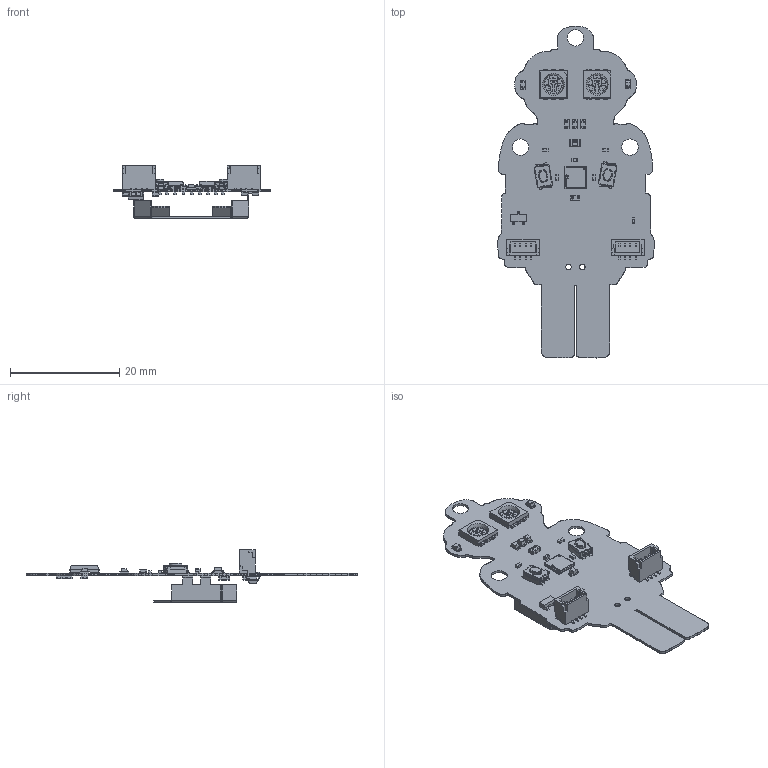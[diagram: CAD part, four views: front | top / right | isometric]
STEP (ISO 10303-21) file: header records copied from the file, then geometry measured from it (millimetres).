
FILE_DESCRIPTION(('Open CASCADE Model'),'2;1');
FILE_NAME('Open CASCADE Shape Model','2025-02-19T11:46:42',('Author'),( 'Open CASCADE'),'Open CASCADE STEP processor 7.5','Open CASCADE 7.5' ,'Unknown');
FILE_SCHEMA(('AUTOMOTIVE_DESIGN { 1 0 10303 214 1 1 1 1 }'));
Length unit declared in the file: millimetre
Products named in the file (103): PCB; Board; Open CASCADE STEP translator 7.5 7.1.1; T1; SOT-23; STAT; 0603 LED Green; Solid1; Solid4; R4; 6244940272; Extruded; 6244940032; BT1; Batt_Memory_Protection_Devices_BK-912_eec; BK-912; R6; R5; D7; 0603 LED Red; Pad; Pad005; Pad001; Pad004; Pad003; Lens; D6; D5; D4; User Library-LTST-C190TBKT; User Library-LTST-C190TBKT_Pad; User Library-LTST-C190TBKT_Pad005; User Library-LTST-C190TBKT_Pad001; User Library-LTST-C190TBKT_Pad004; User Library-LTST-C190TBKT_Pad003; User Library-LTST-C190TBKT_Lens; D3; R9; R8; R7 ...
Assembly tree (160 placements, depth 4):
  PCB
    Board
      Open CASCADE STEP translator 7.5 7.1.1
    T1
      SOT-23
    STAT
      0603 LED Green
        Solid1
        Solid4
        Solid1
        Solid1
        Solid4
        Solid1
        Solid1
        Solid1
    R4
      6244940272  x2
        Extruded
      6244940032
        Extruded
    BT1
      Batt_Memory_Protection_Devices_BK-912_eec
        BK-912
    R6
      6244940272  x2
        Extruded
      6244940032
        Extruded
    R5
      6244940272  x2
        Extruded
      6244940032
        Extruded
    D7
      0603 LED Red
        Pad
        Pad005
        Pad001
        Pad004
        Pad003
        Lens
    D6
      0603 LED Red
        Pad
        Pad005
        Pad001
        Pad004
        Pad003
        Lens
    D5
      0603 LED Red
        Pad
        Pad005
        Pad001
        Pad004
        Pad003
        Lens
    D4
      User Library-LTST-C190TBKT
        User Library-LTST-C190TBKT_Pad
Bounding box: 28.63 x 60.74 x 9.59 mm (x, y, z)
Volume: 812.9 mm3; surface area: 4238.7 mm2
Topology: 249 solids, 249 shells, 4378 faces, 11250 edges, 7382 vertices
Faces by surface type: plane 2848, cylinder 939, bspline 533, sphere 34, torus 22, cone 2
Full cylindrical faces by diameter (mm): 0.273 x1, 0.4 x1, 1.016 x2, 1.3 x2, 3 x3
Entity records: 101003 total; most frequent: CARTESIAN_POINT 23863, ORIENTED_EDGE 15164, DIRECTION 13461, EDGE_CURVE 7582, LINE 5237, VECTOR 5237, VERTEX_POINT 4992, AXIS2_PLACEMENT_3D 4112
